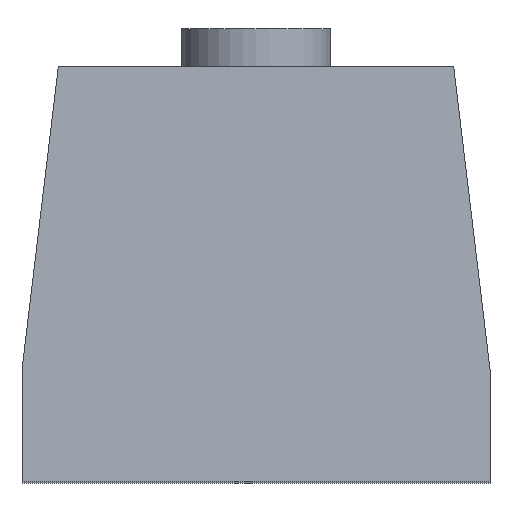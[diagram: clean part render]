
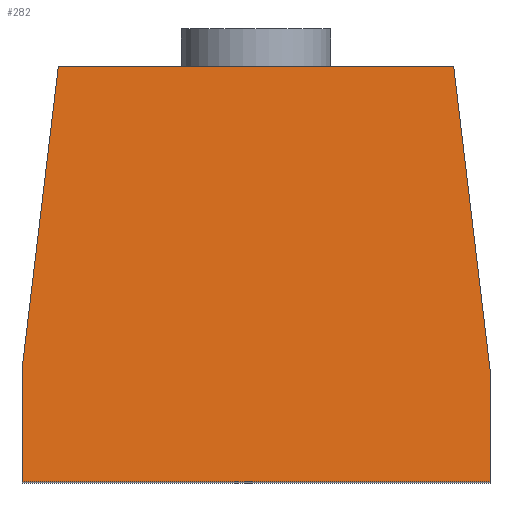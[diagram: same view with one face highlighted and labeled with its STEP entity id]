
A CAD part, top view. The second image highlights one B-rep face of the part: STEP entity #282.
In plain terms, the highlighted planar face has unit normal (0, 0.087, 0.996).
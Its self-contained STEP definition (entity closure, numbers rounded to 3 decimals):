
#35=ORIENTED_EDGE('',*,*,#107,.F.);
#36=ORIENTED_EDGE('',*,*,#108,.T.);
#37=ORIENTED_EDGE('',*,*,#109,.F.);
#38=ORIENTED_EDGE('',*,*,#110,.F.);
#39=ORIENTED_EDGE('',*,*,#111,.F.);
#40=ORIENTED_EDGE('',*,*,#112,.T.);
#107=EDGE_CURVE('',#143,#144,#169,.T.);
#108=EDGE_CURVE('',#143,#145,#170,.T.);
#109=EDGE_CURVE('',#146,#145,#171,.T.);
#110=EDGE_CURVE('',#147,#146,#172,.T.);
#111=EDGE_CURVE('',#148,#147,#173,.T.);
#112=EDGE_CURVE('',#148,#144,#174,.T.);
#143=VERTEX_POINT('',#428);
#144=VERTEX_POINT('',#429);
#145=VERTEX_POINT('',#431);
#146=VERTEX_POINT('',#433);
#147=VERTEX_POINT('',#435);
#148=VERTEX_POINT('',#437);
#169=LINE('',#427,#195);
#170=LINE('',#430,#196);
#171=LINE('',#432,#197);
#172=LINE('',#434,#198);
#173=LINE('',#436,#199);
#174=LINE('',#438,#200);
#195=VECTOR('',#345,1000.);
#196=VECTOR('',#346,1000.);
#197=VECTOR('',#347,1000.);
#198=VECTOR('',#348,1000.);
#199=VECTOR('',#349,1000.);
#200=VECTOR('',#350,1000.);
#221=EDGE_LOOP('',(#35,#36,#37,#38,#39,#40));
#245=FACE_BOUND('',#221,.T.);
#269=PLANE('',#313);
#282=ADVANCED_FACE('',(#245),#269,.F.);
#313=AXIS2_PLACEMENT_3D('',#426,#343,#344);
#343=DIRECTION('',(0.,-0.087,-0.996));
#344=DIRECTION('',(0.,0.996,-0.087));
#345=DIRECTION('',(0.119,0.989,-0.087));
#346=DIRECTION('',(0.,-0.996,0.087));
#347=DIRECTION('',(-1.,0.,0.));
#348=DIRECTION('',(0.,-0.996,0.087));
#349=DIRECTION('',(0.119,-0.989,0.087));
#350=DIRECTION('',(-1.,0.,0.));
#426=CARTESIAN_POINT('',(6.25,11.1,-0.971));
#427=CARTESIAN_POINT('',(-5.117,12.452,-1.089));
#428=CARTESIAN_POINT('',(-6.25,3.,-0.262));
#429=CARTESIAN_POINT('',(-5.279,11.1,-0.971));
#430=CARTESIAN_POINT('',(-6.25,11.1,-0.971));
#431=CARTESIAN_POINT('',(-6.25,0.,0.));
#432=CARTESIAN_POINT('',(6.25,0.,0.));
#433=CARTESIAN_POINT('',(6.25,0.,0.));
#434=CARTESIAN_POINT('',(6.25,11.1,-0.971));
#435=CARTESIAN_POINT('',(6.25,3.,-0.262));
#436=CARTESIAN_POINT('',(5.293,10.986,-0.961));
#437=CARTESIAN_POINT('',(5.279,11.1,-0.971));
#438=CARTESIAN_POINT('',(6.25,11.1,-0.971));
